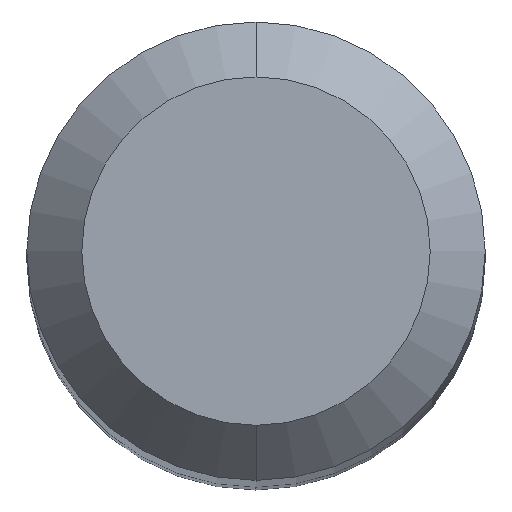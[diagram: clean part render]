
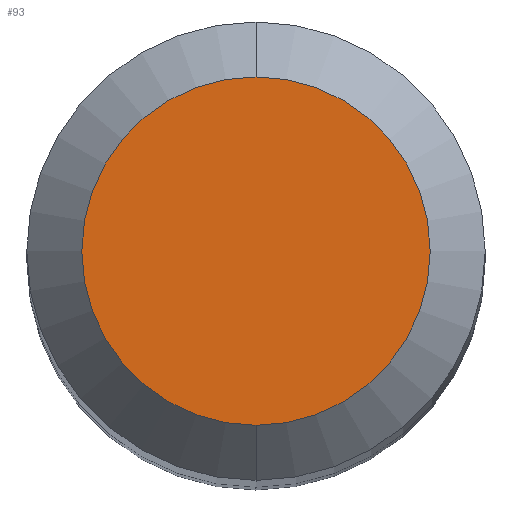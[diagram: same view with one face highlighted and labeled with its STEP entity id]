
A CAD part, top view. The second image highlights one B-rep face of the part: STEP entity #93.
In plain terms, the highlighted planar face has unit normal (0, 0, 1).
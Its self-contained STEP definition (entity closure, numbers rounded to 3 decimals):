
#3 = AXIS2_PLACEMENT_3D ( 'NONE', #319, #266, #30 ) ;
#6 = VERTEX_POINT ( 'NONE', #306 ) ;
#14 = VERTEX_POINT ( 'NONE', #22 ) ;
#22 = CARTESIAN_POINT ( 'NONE',  ( 0., -1.9, 62. ) ) ;
#24 = CARTESIAN_POINT ( 'NONE',  ( 0., 0., 62. ) ) ;
#30 = DIRECTION ( 'NONE',  ( 0., 1., 0. ) ) ;
#42 = AXIS2_PLACEMENT_3D ( 'NONE', #307, #70, #233 ) ;
#48 = PLANE ( 'NONE',  #42 ) ;
#49 = CIRCLE ( 'NONE', #301, 1.9 ) ;
#69 = ORIENTED_EDGE ( 'NONE', *, *, #223, .F. ) ;
#70 = DIRECTION ( 'NONE',  ( 0., 0., -1. ) ) ;
#82 = DIRECTION ( 'NONE',  ( 0., 0., -1. ) ) ;
#93 = ADVANCED_FACE ( 'NONE', ( #229 ), #48, .F. ) ;
#138 = ORIENTED_EDGE ( 'NONE', *, *, #199, .F. ) ;
#155 = CIRCLE ( 'NONE', #3, 1.9 ) ;
#199 = EDGE_CURVE ( 'NONE', #6, #14, #49, .T. ) ;
#223 = EDGE_CURVE ( 'NONE', #14, #6, #155, .T. ) ;
#229 = FACE_OUTER_BOUND ( 'NONE', #269, .T. ) ;
#233 = DIRECTION ( 'NONE',  ( 0., 1., 0. ) ) ;
#266 = DIRECTION ( 'NONE',  ( 0., 0., -1. ) ) ;
#269 = EDGE_LOOP ( 'NONE', ( #138, #69 ) ) ;
#301 = AXIS2_PLACEMENT_3D ( 'NONE', #24, #82, #317 ) ;
#306 = CARTESIAN_POINT ( 'NONE',  ( 0., 1.9, 62. ) ) ;
#307 = CARTESIAN_POINT ( 'NONE',  ( 0., 0., 62. ) ) ;
#317 = DIRECTION ( 'NONE',  ( 0., 1., 0. ) ) ;
#319 = CARTESIAN_POINT ( 'NONE',  ( 0., 0., 62. ) ) ;
